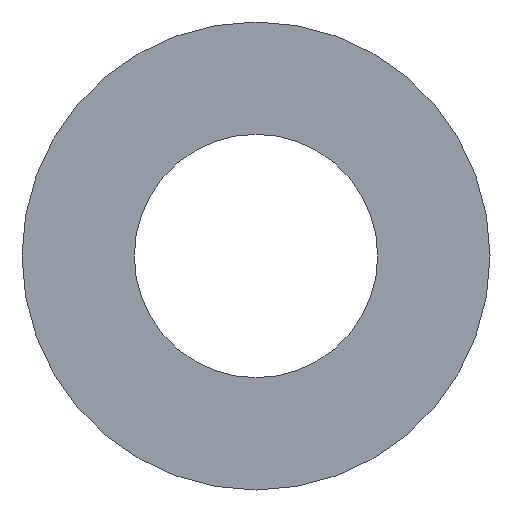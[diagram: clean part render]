
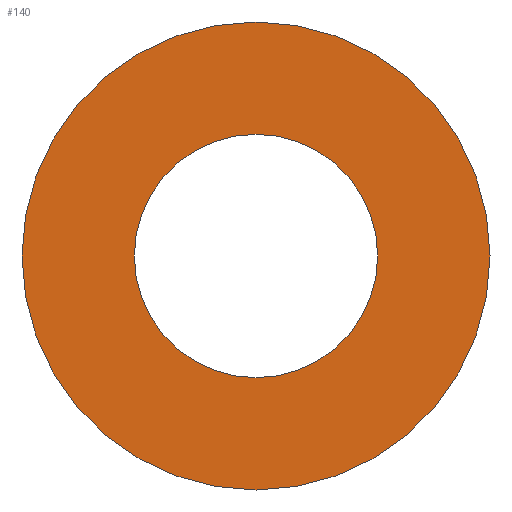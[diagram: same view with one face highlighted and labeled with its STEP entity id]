
A CAD part, front view. The second image highlights one B-rep face of the part: STEP entity #140.
In plain terms, the highlighted planar face has unit normal (0, -1, 0).
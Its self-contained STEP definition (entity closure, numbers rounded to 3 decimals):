
#5 = CARTESIAN_POINT ( 'NONE',  ( 0., 0., 5. ) ) ;
#7 = CARTESIAN_POINT ( 'NONE',  ( 0., 0., -2.6 ) ) ;
#9 = ORIENTED_EDGE ( 'NONE', *, *, #40, .T. ) ;
#15 = DIRECTION ( 'NONE',  ( 0., 1., 0. ) ) ;
#18 = ORIENTED_EDGE ( 'NONE', *, *, #35, .F. ) ;
#31 = EDGE_LOOP ( 'NONE', ( #18, #84 ) ) ;
#34 = DIRECTION ( 'NONE',  ( 0., 0., 1. ) ) ;
#35 = EDGE_CURVE ( 'NONE', #156, #201, #89, .T. ) ;
#38 = CIRCLE ( 'NONE', #188, 5. ) ;
#40 = EDGE_CURVE ( 'NONE', #112, #189, #113, .T. ) ;
#42 = CARTESIAN_POINT ( 'NONE',  ( 0., 0., -5. ) ) ;
#44 = DIRECTION ( 'NONE',  ( 0., 1., 0. ) ) ;
#48 = EDGE_CURVE ( 'NONE', #189, #112, #147, .T. ) ;
#51 = DIRECTION ( 'NONE',  ( 0., 0., 1. ) ) ;
#59 = DIRECTION ( 'NONE',  ( 0., 0., 1. ) ) ;
#69 = CARTESIAN_POINT ( 'NONE',  ( 0., 0., 0. ) ) ;
#84 = ORIENTED_EDGE ( 'NONE', *, *, #212, .F. ) ;
#86 = DIRECTION ( 'NONE',  ( 0., 0., 1. ) ) ;
#89 = CIRCLE ( 'NONE', #209, 5. ) ;
#93 = FACE_OUTER_BOUND ( 'NONE', #31, .T. ) ;
#98 = CARTESIAN_POINT ( 'NONE',  ( 0., 0., 0. ) ) ;
#106 = CARTESIAN_POINT ( 'NONE',  ( 0., 0., 2.6 ) ) ;
#112 = VERTEX_POINT ( 'NONE', #7 ) ;
#113 = CIRCLE ( 'NONE', #213, 2.6 ) ;
#114 = CARTESIAN_POINT ( 'NONE',  ( 0., 0., 0. ) ) ;
#122 = PLANE ( 'NONE',  #184 ) ;
#128 = CARTESIAN_POINT ( 'NONE',  ( 0., 0., 0. ) ) ;
#134 = AXIS2_PLACEMENT_3D ( 'NONE', #114, #185, #34 ) ;
#135 = ORIENTED_EDGE ( 'NONE', *, *, #48, .T. ) ;
#136 = CARTESIAN_POINT ( 'NONE',  ( 0., 0., 0. ) ) ;
#140 = ADVANCED_FACE ( 'NONE', ( #93, #160 ), #122, .F. ) ;
#147 = CIRCLE ( 'NONE', #134, 2.6 ) ;
#156 = VERTEX_POINT ( 'NONE', #42 ) ;
#160 = FACE_BOUND ( 'NONE', #205, .T. ) ;
#177 = DIRECTION ( 'NONE',  ( 0., 0., 1. ) ) ;
#184 = AXIS2_PLACEMENT_3D ( 'NONE', #98, #191, #177 ) ;
#185 = DIRECTION ( 'NONE',  ( 0., 1., 0. ) ) ;
#188 = AXIS2_PLACEMENT_3D ( 'NONE', #128, #44, #59 ) ;
#189 = VERTEX_POINT ( 'NONE', #106 ) ;
#191 = DIRECTION ( 'NONE',  ( 0., 1., 0. ) ) ;
#201 = VERTEX_POINT ( 'NONE', #5 ) ;
#203 = DIRECTION ( 'NONE',  ( 0., 1., 0. ) ) ;
#205 = EDGE_LOOP ( 'NONE', ( #9, #135 ) ) ;
#209 = AXIS2_PLACEMENT_3D ( 'NONE', #69, #15, #86 ) ;
#212 = EDGE_CURVE ( 'NONE', #201, #156, #38, .T. ) ;
#213 = AXIS2_PLACEMENT_3D ( 'NONE', #136, #203, #51 ) ;
